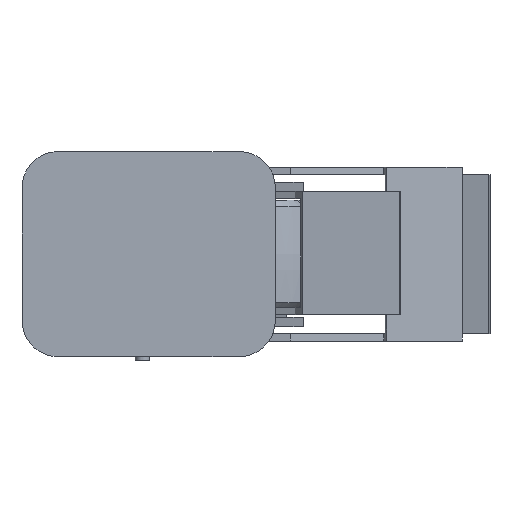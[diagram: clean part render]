
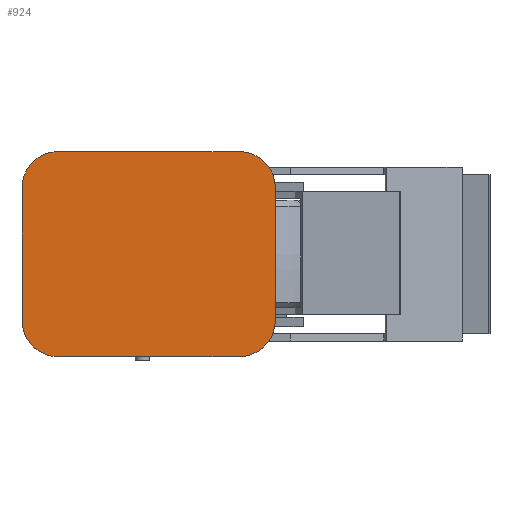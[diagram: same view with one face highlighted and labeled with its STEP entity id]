
A CAD part, top view. The second image highlights one B-rep face of the part: STEP entity #924.
In plain terms, the highlighted planar face has unit normal (0, 0, 1).
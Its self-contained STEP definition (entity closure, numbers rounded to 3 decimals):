
#924=ADVANCED_FACE('',(#1880),#1881,.T.);
#1880=FACE_OUTER_BOUND('',#2838,.T.);
#1881=PLANE('',#2839);
#2838=EDGE_LOOP('',(#5744,#5745,#5746,#5747,#5748,#5749,#5750,#5751));
#2839=AXIS2_PLACEMENT_3D('',#5752,#5753,#5754);
#5744=ORIENTED_EDGE('',*,*,#6984,.T.);
#5745=ORIENTED_EDGE('',*,*,#6985,.T.);
#5746=ORIENTED_EDGE('',*,*,#6986,.T.);
#5747=ORIENTED_EDGE('',*,*,#6987,.T.);
#5748=ORIENTED_EDGE('',*,*,#6988,.T.);
#5749=ORIENTED_EDGE('',*,*,#6989,.T.);
#5750=ORIENTED_EDGE('',*,*,#6990,.T.);
#5751=ORIENTED_EDGE('',*,*,#6991,.T.);
#5752=CARTESIAN_POINT('',(-63.801,-42.5,117.));
#5753=DIRECTION('',(0.0,0.0,1.0));
#5754=DIRECTION('',(1.0,-0.0,0.0));
#6984=EDGE_CURVE('',#8714,#8715,#8716,.T.);
#6985=EDGE_CURVE('',#8715,#8717,#8718,.T.);
#6986=EDGE_CURVE('',#8717,#8719,#8720,.T.);
#6987=EDGE_CURVE('',#8719,#8721,#8722,.T.);
#6988=EDGE_CURVE('',#8721,#8723,#8724,.T.);
#6989=EDGE_CURVE('',#8723,#8725,#8726,.T.);
#6990=EDGE_CURVE('',#8725,#8727,#8728,.T.);
#6991=EDGE_CURVE('',#8727,#8714,#8729,.T.);
#8714=VERTEX_POINT('',#11414);
#8715=VERTEX_POINT('',#11415);
#8716=LINE('',#11416,#11417);
#8717=VERTEX_POINT('',#11418);
#8718=CIRCLE('',#11419,15.0);
#8719=VERTEX_POINT('',#11420);
#8720=LINE('',#11421,#11422);
#8721=VERTEX_POINT('',#11423);
#8722=CIRCLE('',#11424,15.0);
#8723=VERTEX_POINT('',#11425);
#8724=LINE('',#11426,#11427);
#8725=VERTEX_POINT('',#11428);
#8726=CIRCLE('',#11429,15.0);
#8727=VERTEX_POINT('',#11430);
#8728=LINE('',#11431,#11432);
#8729=CIRCLE('',#11433,15.0);
#11414=CARTESIAN_POINT('',(41.199,-27.5,117.));
#11415=CARTESIAN_POINT('',(41.199,27.5,117.));
#11416=CARTESIAN_POINT('',(41.199,-27.5,117.));
#11417=VECTOR('',#12710,55.0);
#11418=CARTESIAN_POINT('',(26.199,42.5,117.));
#11419=AXIS2_PLACEMENT_3D('',#12711,#12712,#12713);
#11420=CARTESIAN_POINT('',(-48.801,42.5,117.));
#11421=CARTESIAN_POINT('',(26.199,42.5,117.));
#11422=VECTOR('',#12714,75.0);
#11423=CARTESIAN_POINT('',(-63.801,27.5,117.));
#11424=AXIS2_PLACEMENT_3D('',#12715,#12716,#12717);
#11425=CARTESIAN_POINT('',(-63.801,-27.5,117.));
#11426=CARTESIAN_POINT('',(-63.801,27.5,117.));
#11427=VECTOR('',#12718,55.0);
#11428=CARTESIAN_POINT('',(-48.801,-42.5,117.));
#11429=AXIS2_PLACEMENT_3D('',#12719,#12720,#12721);
#11430=CARTESIAN_POINT('',(26.199,-42.5,117.));
#11431=CARTESIAN_POINT('',(-48.801,-42.5,117.));
#11432=VECTOR('',#12722,75.0);
#11433=AXIS2_PLACEMENT_3D('',#12723,#12724,#12725);
#12710=DIRECTION('',(0.0,1.0,0.0));
#12711=CARTESIAN_POINT('',(26.199,27.5,117.));
#12712=DIRECTION('',(0.0,0.0,1.0));
#12713=DIRECTION('',(1.0,0.0,0.0));
#12714=DIRECTION('',(-1.0,0.0,0.0));
#12715=CARTESIAN_POINT('',(-48.801,27.5,117.));
#12716=DIRECTION('',(0.0,-0.0,1.0));
#12717=DIRECTION('',(0.0,1.0,0.0));
#12718=DIRECTION('',(0.0,-1.0,0.0));
#12719=CARTESIAN_POINT('',(-48.801,-27.5,117.));
#12720=DIRECTION('',(0.0,0.0,1.0));
#12721=DIRECTION('',(-1.0,0.,0.0));
#12722=DIRECTION('',(1.0,0.0,0.0));
#12723=CARTESIAN_POINT('',(26.199,-27.5,117.));
#12724=DIRECTION('',(0.0,0.0,1.0));
#12725=DIRECTION('',(0.,-1.0,0.0));
